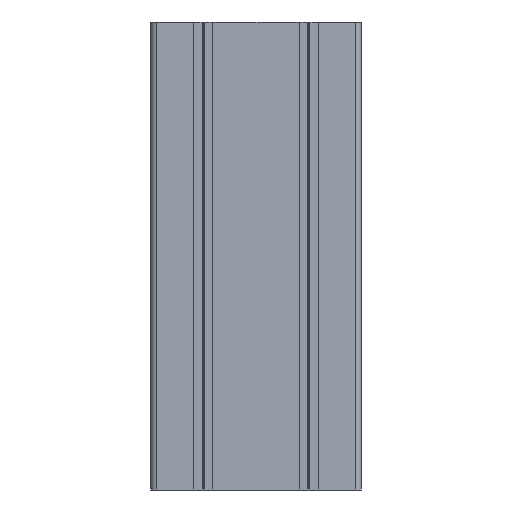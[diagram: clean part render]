
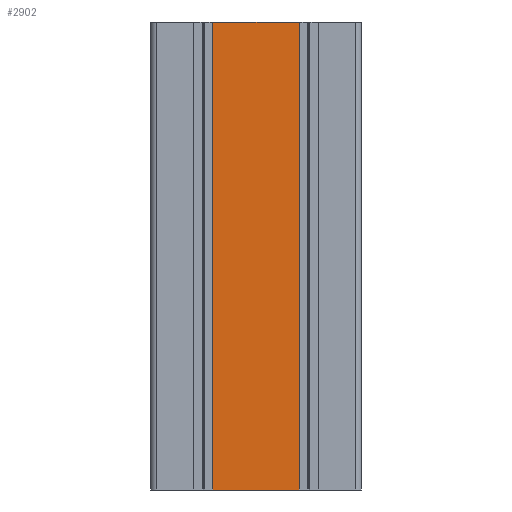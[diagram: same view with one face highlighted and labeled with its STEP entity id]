
A CAD part, left-side view. The second image highlights one B-rep face of the part: STEP entity #2902.
In plain terms, the highlighted planar face has unit normal (-1, 0, 0).
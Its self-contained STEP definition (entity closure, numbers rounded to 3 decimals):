
#328 = LINE ( 'NONE', #8289, #10844 ) ;
#1316 = DIRECTION ( 'NONE',  ( 0., 0., -1. ) ) ;
#1446 = DIRECTION ( 'NONE',  ( 0., 0., -1. ) ) ;
#1479 = CARTESIAN_POINT ( 'NONE',  ( 0., 26.6, 200. ) ) ;
#1733 = CARTESIAN_POINT ( 'NONE',  ( 0., 63.4, 200. ) ) ;
#1958 = FACE_OUTER_BOUND ( 'NONE', #6483, .T. ) ;
#2223 = EDGE_CURVE ( 'NONE', #4614, #16952, #14179, .T. ) ;
#2902 = ADVANCED_FACE ( 'NONE', ( #1958 ), #7955, .F. ) ;
#3420 = CARTESIAN_POINT ( 'NONE',  ( 0., 63.4, 200. ) ) ;
#3524 = ORIENTED_EDGE ( 'NONE', *, *, #10867, .T. ) ;
#3965 = ORIENTED_EDGE ( 'NONE', *, *, #16829, .F. ) ;
#4423 = ORIENTED_EDGE ( 'NONE', *, *, #12142, .F. ) ;
#4614 = VERTEX_POINT ( 'NONE', #3420 ) ;
#4789 = ORIENTED_EDGE ( 'NONE', *, *, #2223, .T. ) ;
#5630 = CARTESIAN_POINT ( 'NONE',  ( 0., 63.4, 0. ) ) ;
#5985 = CARTESIAN_POINT ( 'NONE',  ( 0., 63.4, 0. ) ) ;
#6483 = EDGE_LOOP ( 'NONE', ( #3524, #3965, #4423, #4789 ) ) ;
#6996 = VECTOR ( 'NONE', #12247, 1000. ) ;
#7331 = DIRECTION ( 'NONE',  ( 0., 0., -1. ) ) ;
#7353 = DIRECTION ( 'NONE',  ( 1., 0., 0. ) ) ;
#7482 = CARTESIAN_POINT ( 'NONE',  ( 0., 63.4, 200. ) ) ;
#7955 = PLANE ( 'NONE',  #12983 ) ;
#8277 = LINE ( 'NONE', #5630, #6996 ) ;
#8289 = CARTESIAN_POINT ( 'NONE',  ( 0., 63.4, 200. ) ) ;
#8327 = CARTESIAN_POINT ( 'NONE',  ( 0., 26.6, 200. ) ) ;
#9276 = VERTEX_POINT ( 'NONE', #1479 ) ;
#9649 = DIRECTION ( 'NONE',  ( 0., -1., 0. ) ) ;
#10844 = VECTOR ( 'NONE', #9649, 1000. ) ;
#10867 = EDGE_CURVE ( 'NONE', #16952, #12210, #8277, .T. ) ;
#12142 = EDGE_CURVE ( 'NONE', #4614, #9276, #328, .T. ) ;
#12210 = VERTEX_POINT ( 'NONE', #13707 ) ;
#12247 = DIRECTION ( 'NONE',  ( 0., -1., 0. ) ) ;
#12983 = AXIS2_PLACEMENT_3D ( 'NONE', #7482, #7353, #7331 ) ;
#13537 = VECTOR ( 'NONE', #1446, 1000. ) ;
#13707 = CARTESIAN_POINT ( 'NONE',  ( 0., 26.6, 0. ) ) ;
#14179 = LINE ( 'NONE', #1733, #17338 ) ;
#16502 = LINE ( 'NONE', #8327, #13537 ) ;
#16829 = EDGE_CURVE ( 'NONE', #9276, #12210, #16502, .T. ) ;
#16952 = VERTEX_POINT ( 'NONE', #5985 ) ;
#17338 = VECTOR ( 'NONE', #1316, 1000. ) ;
